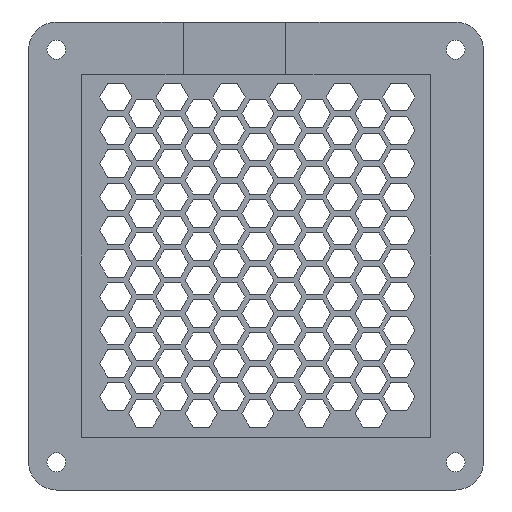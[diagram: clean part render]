
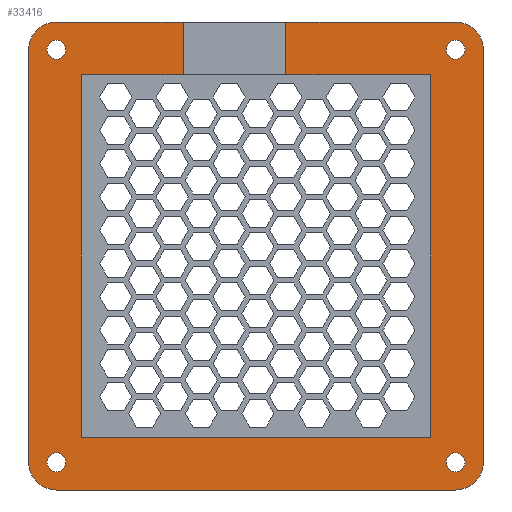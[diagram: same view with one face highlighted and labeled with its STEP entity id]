
A CAD part, front view. The second image highlights one B-rep face of the part: STEP entity #33416.
In plain terms, the highlighted planar face has unit normal (0, -1, 0).
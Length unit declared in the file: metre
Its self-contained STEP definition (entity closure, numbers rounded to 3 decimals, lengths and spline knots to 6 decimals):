
#1099=CIRCLE('',#35784,0.0017);
#1101=CIRCLE('',#35787,0.0017);
#1103=CIRCLE('',#35790,0.0017);
#1105=CIRCLE('',#35793,0.0017);
#1107=CIRCLE('',#35797,0.005);
#1108=CIRCLE('',#35798,0.005);
#1109=CIRCLE('',#35799,0.005);
#1110=CIRCLE('',#35800,0.005);
#3204=ORIENTED_EDGE('',*,*,#13380,.F.);
#3205=ORIENTED_EDGE('',*,*,#13278,.F.);
#3206=ORIENTED_EDGE('',*,*,#13381,.T.);
#3207=ORIENTED_EDGE('',*,*,#12509,.T.);
#3208=ORIENTED_EDGE('',*,*,#13382,.T.);
#3209=ORIENTED_EDGE('',*,*,#12876,.T.);
#3210=ORIENTED_EDGE('',*,*,#13383,.T.);
#3211=ORIENTED_EDGE('',*,*,#12282,.F.);
#3212=ORIENTED_EDGE('',*,*,#13384,.T.);
#3213=ORIENTED_EDGE('',*,*,#13274,.F.);
#3214=ORIENTED_EDGE('',*,*,#13385,.T.);
#3215=ORIENTED_EDGE('',*,*,#13186,.F.);
#3216=ORIENTED_EDGE('',*,*,#13282,.T.);
#3217=ORIENTED_EDGE('',*,*,#13369,.T.);
#3218=ORIENTED_EDGE('',*,*,#13379,.F.);
#3219=ORIENTED_EDGE('',*,*,#13182,.F.);
#3220=ORIENTED_EDGE('',*,*,#13376,.F.);
#3221=ORIENTED_EDGE('',*,*,#13374,.F.);
#3222=ORIENTED_EDGE('',*,*,#13372,.F.);
#3223=ORIENTED_EDGE('',*,*,#13370,.F.);
#12282=EDGE_CURVE('',#17372,#17373,#20768,.T.);
#12509=EDGE_CURVE('',#17599,#17600,#20813,.T.);
#12876=EDGE_CURVE('',#17966,#17967,#20954,.T.);
#13182=EDGE_CURVE('',#18272,#18273,#21085,.T.);
#13186=EDGE_CURVE('',#18276,#18277,#21089,.T.);
#13274=EDGE_CURVE('',#18364,#18365,#21177,.T.);
#13278=EDGE_CURVE('',#18368,#18369,#21181,.T.);
#13282=EDGE_CURVE('',#18276,#18371,#21185,.T.);
#13369=EDGE_CURVE('',#18371,#18457,#21272,.T.);
#13370=EDGE_CURVE('',#18458,#18458,#1099,.T.);
#13372=EDGE_CURVE('',#18460,#18460,#1101,.T.);
#13374=EDGE_CURVE('',#18462,#18462,#1103,.T.);
#13376=EDGE_CURVE('',#18464,#18464,#1105,.T.);
#13379=EDGE_CURVE('',#18273,#18457,#21274,.T.);
#13380=EDGE_CURVE('',#18369,#18272,#21275,.T.);
#13381=EDGE_CURVE('',#18368,#17599,#1107,.T.);
#13382=EDGE_CURVE('',#17600,#17966,#1108,.T.);
#13383=EDGE_CURVE('',#17967,#17373,#1109,.T.);
#13384=EDGE_CURVE('',#17372,#18365,#1110,.T.);
#13385=EDGE_CURVE('',#18364,#18277,#21276,.T.);
#17372=VERTEX_POINT('',#45964);
#17373=VERTEX_POINT('',#45966);
#17599=VERTEX_POINT('',#46586);
#17600=VERTEX_POINT('',#46587);
#17966=VERTEX_POINT('',#47461);
#17967=VERTEX_POINT('',#47462);
#18272=VERTEX_POINT('',#48151);
#18273=VERTEX_POINT('',#48153);
#18276=VERTEX_POINT('',#48159);
#18277=VERTEX_POINT('',#48161);
#18364=VERTEX_POINT('',#48336);
#18365=VERTEX_POINT('',#48338);
#18368=VERTEX_POINT('',#48344);
#18369=VERTEX_POINT('',#48346);
#18371=VERTEX_POINT('',#48352);
#18457=VERTEX_POINT('',#48526);
#18458=VERTEX_POINT('',#48530);
#18460=VERTEX_POINT('',#48535);
#18462=VERTEX_POINT('',#48540);
#18464=VERTEX_POINT('',#48545);
#20768=LINE('',#45965,#24466);
#20813=LINE('',#46585,#24511);
#20954=LINE('',#47460,#24652);
#21085=LINE('',#48152,#24783);
#21089=LINE('',#48160,#24787);
#21177=LINE('',#48337,#24875);
#21181=LINE('',#48345,#24879);
#21185=LINE('',#48353,#24883);
#21272=LINE('',#48527,#24970);
#21274=LINE('',#48550,#24972);
#21275=LINE('',#48552,#24973);
#21276=LINE('',#48557,#24974);
#24466=VECTOR('',#37682,1.);
#24511=VECTOR('',#37927,1.);
#24652=VECTOR('',#38382,1.);
#24783=VECTOR('',#38787,1.);
#24787=VECTOR('',#38791,1.);
#24875=VECTOR('',#38881,1.);
#24879=VECTOR('',#38885,1.);
#24883=VECTOR('',#38891,1.);
#24970=VECTOR('',#38980,1.);
#24972=VECTOR('',#39008,1.);
#24973=VECTOR('',#39011,1.);
#24974=VECTOR('',#39020,1.);
#28264=EDGE_LOOP('',(#3204,#3205,#3206,#3207,#3208,#3209,#3210,#3211,#3212,
#3213,#3214,#3215,#3216,#3217,#3218,#3219));
#28265=EDGE_LOOP('',(#3220));
#28266=EDGE_LOOP('',(#3221));
#28267=EDGE_LOOP('',(#3222));
#28268=EDGE_LOOP('',(#3223));
#30342=FACE_BOUND('',#28264,.T.);
#30343=FACE_BOUND('',#28265,.T.);
#30344=FACE_BOUND('',#28266,.T.);
#30345=FACE_BOUND('',#28267,.T.);
#30346=FACE_BOUND('',#28268,.T.);
#32326=PLANE('',#35796);
#33416=ADVANCED_FACE('',(#30342,#30343,#30344,#30345,#30346),#32326,.T.);
#35784=AXIS2_PLACEMENT_3D('',#48529,#38983,#38984);
#35787=AXIS2_PLACEMENT_3D('',#48534,#38989,#38990);
#35790=AXIS2_PLACEMENT_3D('',#48539,#38995,#38996);
#35793=AXIS2_PLACEMENT_3D('',#48544,#39001,#39002);
#35796=AXIS2_PLACEMENT_3D('',#48551,#39009,#39010);
#35797=AXIS2_PLACEMENT_3D('',#48553,#39012,#39013);
#35798=AXIS2_PLACEMENT_3D('',#48554,#39014,#39015);
#35799=AXIS2_PLACEMENT_3D('',#48555,#39016,#39017);
#35800=AXIS2_PLACEMENT_3D('',#48556,#39018,#39019);
#37682=DIRECTION('',(0.,0.,-1.));
#37927=DIRECTION('',(0.,0.,-1.));
#38382=DIRECTION('',(1.,0.,0.));
#38787=DIRECTION('',(-1.,0.,0.));
#38791=DIRECTION('',(-1.,0.,0.));
#38881=DIRECTION('',(1.,0.,0.));
#38885=DIRECTION('',(1.,0.,0.));
#38891=DIRECTION('',(0.,0.,-1.));
#38980=DIRECTION('',(-1.,0.,0.));
#38983=DIRECTION('',(0.,-1.,0.));
#38984=DIRECTION('',(0.,0.,-1.));
#38989=DIRECTION('',(0.,-1.,0.));
#38990=DIRECTION('',(0.,0.,-1.));
#38995=DIRECTION('',(0.,-1.,0.));
#38996=DIRECTION('',(0.,0.,-1.));
#39001=DIRECTION('',(0.,-1.,0.));
#39002=DIRECTION('',(0.,0.,-1.));
#39008=DIRECTION('',(0.,0.,-1.));
#39009=DIRECTION('',(0.,-1.,0.));
#39010=DIRECTION('',(1.,0.,0.));
#39011=DIRECTION('',(0.,0.,-1.));
#39012=DIRECTION('',(0.,-1.,0.));
#39013=DIRECTION('',(0.,0.,-1.));
#39014=DIRECTION('',(0.,-1.,0.));
#39015=DIRECTION('',(0.,0.,-1.));
#39016=DIRECTION('',(0.,-1.,0.));
#39017=DIRECTION('',(0.,0.,-1.));
#39018=DIRECTION('',(0.,-1.,0.));
#39019=DIRECTION('',(0.,0.,-1.));
#39020=DIRECTION('',(0.,0.,-1.));
#45964=CARTESIAN_POINT('',(0.040957,-0.013,0.037147));
#45965=CARTESIAN_POINT('',(0.040957,-0.013,0.));
#45966=CARTESIAN_POINT('',(0.040957,-0.013,-0.037147));
#46585=CARTESIAN_POINT('',(-0.040957,-0.013,0.));
#46586=CARTESIAN_POINT('',(-0.040957,-0.013,0.037147));
#46587=CARTESIAN_POINT('',(-0.040957,-0.013,-0.037147));
#47460=CARTESIAN_POINT('',(0.,-0.013,-0.042147));
#47461=CARTESIAN_POINT('',(-0.035957,-0.013,-0.042147));
#47462=CARTESIAN_POINT('',(0.035957,-0.013,-0.042147));
#48151=CARTESIAN_POINT('',(-0.013125,-0.013,0.032647));
#48152=CARTESIAN_POINT('',(0.,-0.013,0.032647));
#48153=CARTESIAN_POINT('',(-0.031457,-0.013,0.032647));
#48159=CARTESIAN_POINT('',(0.031457,-0.013,0.032647));
#48160=CARTESIAN_POINT('',(0.,-0.013,0.032647));
#48161=CARTESIAN_POINT('',(0.005376,-0.013,0.032647));
#48336=CARTESIAN_POINT('',(0.005376,-0.013,0.042147));
#48337=CARTESIAN_POINT('',(0.,-0.013,0.042147));
#48338=CARTESIAN_POINT('',(0.035957,-0.013,0.042147));
#48344=CARTESIAN_POINT('',(-0.035957,-0.013,0.042147));
#48345=CARTESIAN_POINT('',(0.,-0.013,0.042147));
#48346=CARTESIAN_POINT('',(-0.013125,-0.013,0.042147));
#48352=CARTESIAN_POINT('',(0.031457,-0.013,-0.032647));
#48353=CARTESIAN_POINT('',(0.031457,-0.013,0.));
#48526=CARTESIAN_POINT('',(-0.031457,-0.013,-0.032647));
#48527=CARTESIAN_POINT('',(0.,-0.013,-0.032647));
#48529=CARTESIAN_POINT('',(-0.035957,-0.013,-0.037147));
#48530=CARTESIAN_POINT('',(-0.035957,-0.013,-0.038847));
#48534=CARTESIAN_POINT('',(0.035957,-0.013,-0.037147));
#48535=CARTESIAN_POINT('',(0.035957,-0.013,-0.038847));
#48539=CARTESIAN_POINT('',(0.035957,-0.013,0.037147));
#48540=CARTESIAN_POINT('',(0.035957,-0.013,0.035447));
#48544=CARTESIAN_POINT('',(-0.035957,-0.013,0.037147));
#48545=CARTESIAN_POINT('',(-0.035957,-0.013,0.035447));
#48550=CARTESIAN_POINT('',(-0.031457,-0.013,0.));
#48551=CARTESIAN_POINT('',(0.,-0.013,0.));
#48552=CARTESIAN_POINT('',(-0.013125,-0.013,0.037397));
#48553=CARTESIAN_POINT('',(-0.035957,-0.013,0.037147));
#48554=CARTESIAN_POINT('',(-0.035957,-0.013,-0.037147));
#48555=CARTESIAN_POINT('',(0.035957,-0.013,-0.037147));
#48556=CARTESIAN_POINT('',(0.035957,-0.013,0.037147));
#48557=CARTESIAN_POINT('',(0.005376,-0.013,0.037397));
